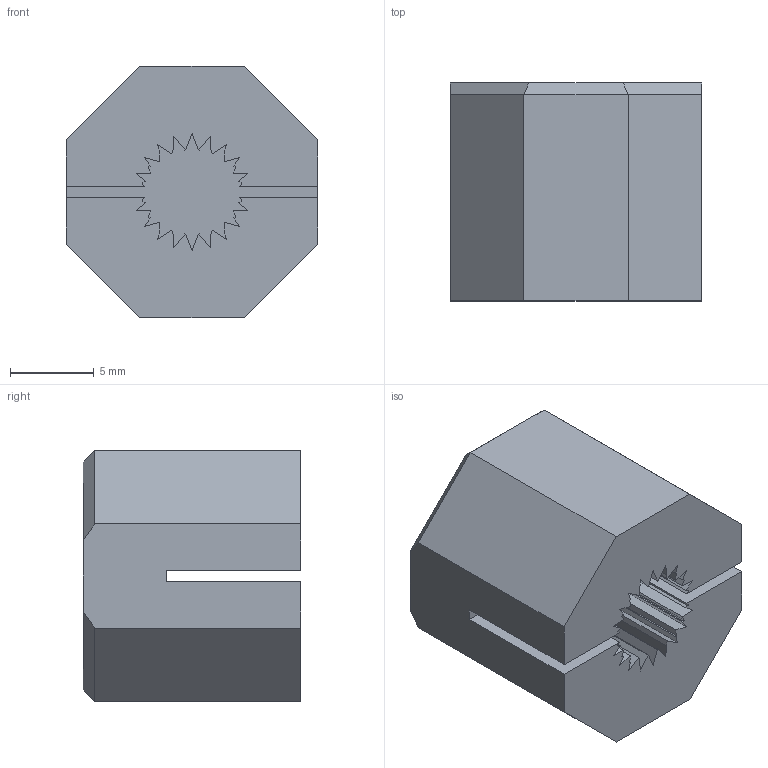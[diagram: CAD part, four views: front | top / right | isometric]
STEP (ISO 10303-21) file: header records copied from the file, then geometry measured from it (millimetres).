
FILE_DESCRIPTION(/* description */ (''),/* implementation_level */ '2;1');
FILE_NAME(/* name */ 'pokretlo_Brightness.stp',/* time_stamp */ '2023-10-05T21:36:05+02:00',/* author */ ('1mich'),/* organization */ (''),/* preprocessor_version */ 'ST-DEVELOPER v19',/* originating_system */ 'Autodesk Inventor 2023',/* authorisation */ '');
FILE_SCHEMA (('CONFIG_CONTROL_DESIGN'));
Length unit declared in the file: millimetre
Products named in the file (1): pokretlo_RGB
Bounding box: 15 x 13 x 15 mm (x, y, z)
Volume: 2137.8 mm3; surface area: 1443.9 mm2
Topology: 1 solids, 1 shells, 98 faces, 436 edges, 493 vertices
Faces by surface type: plane 82, cylinder 16
Entity records: 4074 total; most frequent: CARTESIAN_POINT 936, DIRECTION 634, ORIENTED_EDGE 568, EDGE_CURVE 284, LINE 252, VECTOR 252, AXIS2_PLACEMENT_3D 191, VERTEX_POINT 188
